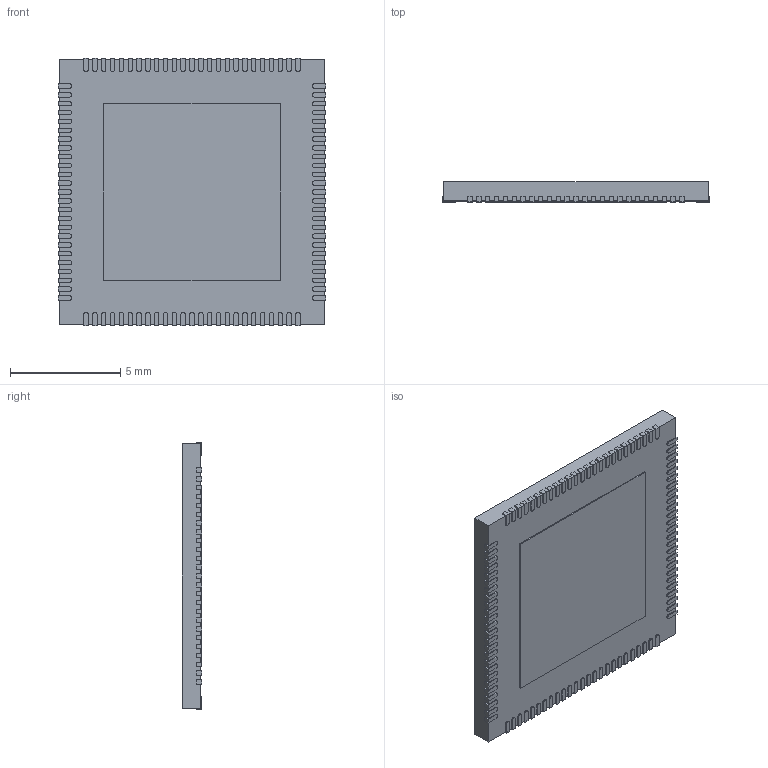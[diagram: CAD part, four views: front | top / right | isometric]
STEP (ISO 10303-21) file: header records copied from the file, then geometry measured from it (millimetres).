
FILE_DESCRIPTION (( 'STEP AP214' ), '1' );
FILE_NAME ( 'QFN101P40_1200X1200X90L60X20T800.STEP', '2021-06-11T19:08:23', ( '' ), ( '' ), '', '©2017 PCB Libraries, Inc.', '' );
FILE_SCHEMA (( 'AUTOMOTIVE_DESIGN' ));
Length unit declared in the file: millimetre
Products named in the file (1): QFN101P40_1200X1200X90L60X20T800
Bounding box: 12.1 x 0.9 x 12.1 mm (x, y, z)
Volume: 126.4 mm3; surface area: 499.2 mm2
Topology: 102 solids, 102 shells, 915 faces, 2130 edges, 1420 vertices
Faces by surface type: plane 713, cylinder 200, torus 2
Entity records: 29489 total; most frequent: CARTESIAN_POINT 4466, DIRECTION 4368, ORIENTED_EDGE 4260, EDGE_CURVE 2130, VECTOR 1724, LINE 1724, VERTEX_POINT 1420, AXIS2_PLACEMENT_3D 1322
